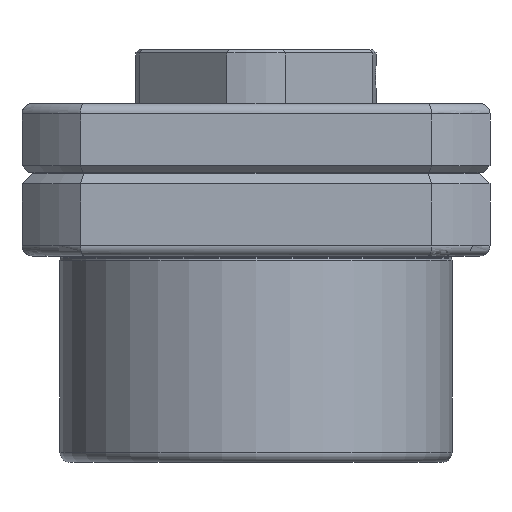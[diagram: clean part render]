
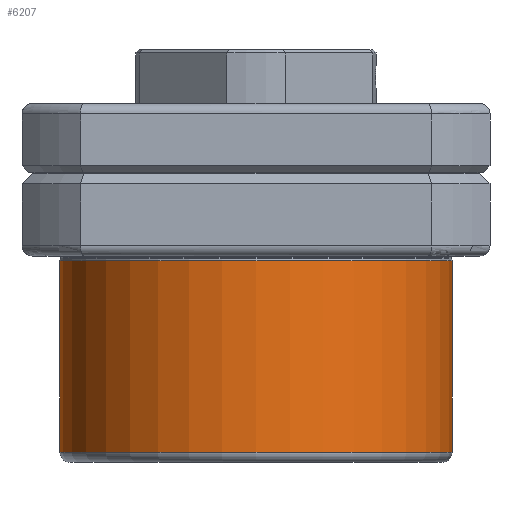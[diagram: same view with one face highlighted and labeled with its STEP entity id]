
A CAD part, front view. The second image highlights one B-rep face of the part: STEP entity #6207.
In plain terms, the highlighted cylindrical face has radius 28.5 mm (diameter 57 mm), a partial arc.
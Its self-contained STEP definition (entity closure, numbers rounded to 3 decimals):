
#56 = EDGE_CURVE ( 'NONE', #9137, #6016, #10749, .T. ) ;
#67 = DIRECTION ( 'NONE',  ( 1., 0., 0. ) ) ;
#476 = ORIENTED_EDGE ( 'NONE', *, *, #8954, .F. ) ;
#890 = CARTESIAN_POINT ( 'NONE',  ( -28.5, 0., 21. ) ) ;
#1670 = CIRCLE ( 'NONE', #6864, 28.5 ) ;
#1816 = LINE ( 'NONE', #890, #8860 ) ;
#2191 = DIRECTION ( 'NONE',  ( 0., 0., 1. ) ) ;
#2424 = CARTESIAN_POINT ( 'NONE',  ( 28.5, 0., 21. ) ) ;
#2631 = DIRECTION ( 'NONE',  ( 0., 0., 1. ) ) ;
#3113 = VERTEX_POINT ( 'NONE', #11294 ) ;
#3159 = CYLINDRICAL_SURFACE ( 'NONE', #9199, 28.5 ) ;
#3472 = FACE_OUTER_BOUND ( 'NONE', #5181, .T. ) ;
#4056 = AXIS2_PLACEMENT_3D ( 'NONE', #7944, #2191, #8894 ) ;
#4795 = ORIENTED_EDGE ( 'NONE', *, *, #56, .T. ) ;
#4875 = CARTESIAN_POINT ( 'NONE',  ( 0., 0., 21. ) ) ;
#5181 = EDGE_LOOP ( 'NONE', ( #476, #4795, #7198, #8202 ) ) ;
#6012 = EDGE_CURVE ( 'NONE', #3113, #11811, #1670, .T. ) ;
#6016 = VERTEX_POINT ( 'NONE', #7395 ) ;
#6207 = ADVANCED_FACE ( 'NONE', ( #3472 ), #3159, .T. ) ;
#6562 = LINE ( 'NONE', #2424, #9407 ) ;
#6802 = DIRECTION ( 'NONE',  ( 0., 0., 1. ) ) ;
#6864 = AXIS2_PLACEMENT_3D ( 'NONE', #8375, #2631, #9348 ) ;
#7198 = ORIENTED_EDGE ( 'NONE', *, *, #11062, .T. ) ;
#7395 = CARTESIAN_POINT ( 'NONE',  ( 28.5, 0., -19.5 ) ) ;
#7944 = CARTESIAN_POINT ( 'NONE',  ( 0., 0., -19.5 ) ) ;
#8202 = ORIENTED_EDGE ( 'NONE', *, *, #6012, .F. ) ;
#8321 = CARTESIAN_POINT ( 'NONE',  ( 28.5, 0., 8.327 ) ) ;
#8375 = CARTESIAN_POINT ( 'NONE',  ( 0., 0., 8.327 ) ) ;
#8599 = DIRECTION ( 'NONE',  ( 0., 0., 1. ) ) ;
#8860 = VECTOR ( 'NONE', #8599, 1000. ) ;
#8894 = DIRECTION ( 'NONE',  ( 1., 0., 0. ) ) ;
#8954 = EDGE_CURVE ( 'NONE', #9137, #3113, #1816, .T. ) ;
#9130 = DIRECTION ( 'NONE',  ( 0., 0., 1. ) ) ;
#9137 = VERTEX_POINT ( 'NONE', #11730 ) ;
#9199 = AXIS2_PLACEMENT_3D ( 'NONE', #4875, #6802, #67 ) ;
#9348 = DIRECTION ( 'NONE',  ( 1., 0., 0. ) ) ;
#9407 = VECTOR ( 'NONE', #9130, 1000. ) ;
#10749 = CIRCLE ( 'NONE', #4056, 28.5 ) ;
#11062 = EDGE_CURVE ( 'NONE', #6016, #11811, #6562, .T. ) ;
#11294 = CARTESIAN_POINT ( 'NONE',  ( -28.5, 0., 8.327 ) ) ;
#11730 = CARTESIAN_POINT ( 'NONE',  ( -28.5, 0., -19.5 ) ) ;
#11811 = VERTEX_POINT ( 'NONE', #8321 ) ;
